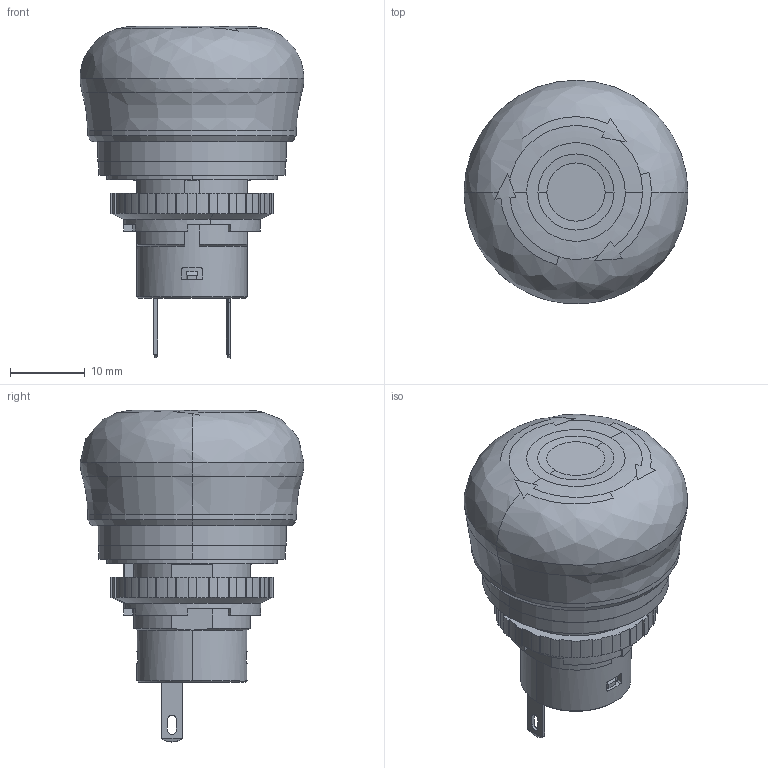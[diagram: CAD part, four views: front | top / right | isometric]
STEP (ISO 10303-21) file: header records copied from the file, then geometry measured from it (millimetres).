
FILE_DESCRIPTION (( 'STEP AP203' ), '1' );
FILE_NAME ('6-AB6E-3BV01PTRM.STEP', '2021-03-10T00:56:11', ( '' ), ( '' ), 'SwSTEP 2.0', 'SolidWorks 2019', '' );
FILE_SCHEMA (( 'CONFIG_CONTROL_DESIGN' ));
Length unit declared in the file: millimetre
Products named in the file (4): A6-BODY-V-Y_1C_#110_蹬怮椔; A6-HANDLE-BV-RM_蹬怮椔; XA-LOCK-NUT_蹬怮椔; 6-AB6E-3BV01PTRM
Assembly tree (3 placements, depth 2):
  6-AB6E-3BV01PTRM
    A6-BODY-V-Y_1C_#110_蹬怮椔
    A6-HANDLE-BV-RM_蹬怮椔
    XA-LOCK-NUT_蹬怮椔
Bounding box: 30 x 29.97 x 44.5 mm (x, y, z)
Volume: 19007.5 mm3; surface area: 6293.9 mm2
Topology: 3 solids, 3 shells, 281 faces, 786 edges, 518 vertices
Faces by surface type: plane 135, cylinder 106, cone 21, bspline 19
Entity records: 10857 total; most frequent: CARTESIAN_POINT 3328, ORIENTED_EDGE 1568, DIRECTION 1448, EDGE_CURVE 784, AXIS2_PLACEMENT_3D 532, VERTEX_POINT 518, VECTOR 384, LINE 384
